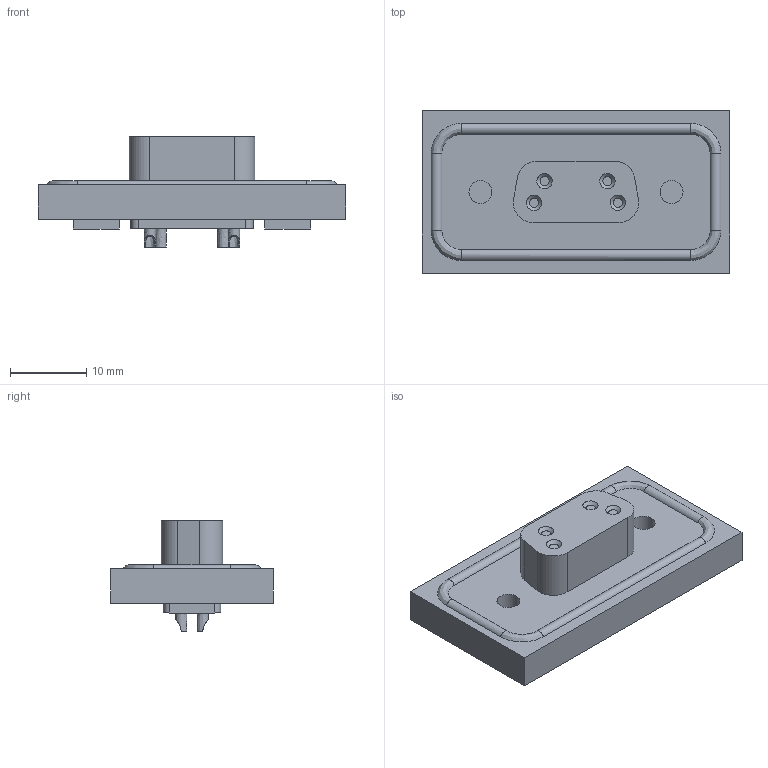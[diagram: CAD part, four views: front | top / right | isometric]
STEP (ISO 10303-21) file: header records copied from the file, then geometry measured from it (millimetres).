
FILE_DESCRIPTION((''),'2;1');
FILE_NAME( '0967_Dsub-W_female_rear_mount_solder_cup_9_pins_plastic.stp','2005-09-16T08:51:05',('User'),('SDRC'),'I-DEAS Master Series 9','UNIX','Yes');
FILE_SCHEMA(('AUTOMOTIVE_DESIGN { 1 0 10303 214 1 1 1 1 }'));
Length unit declared in the file: millimetre
Products named in the file (1): 09 67 509 x715
Bounding box: 40.2 x 21.2 x 14.5 mm (x, y, z)
Volume: 4781.5 mm3; surface area: 2867.9 mm2
Topology: 1 solids, 1 shells, 84 faces, 190 edges, 124 vertices
Faces by surface type: bspline 84
Entity records: 3449 total; most frequent: CARTESIAN_POINT 2193, ORIENTED_EDGE 380, EDGE_CURVE 190, VERTEX_POINT 124, EDGE_LOOP 100, B_SPLINE_CURVE_WITH_KNOTS 87, FACE_OUTER_BOUND 84, ADVANCED_FACE 84
